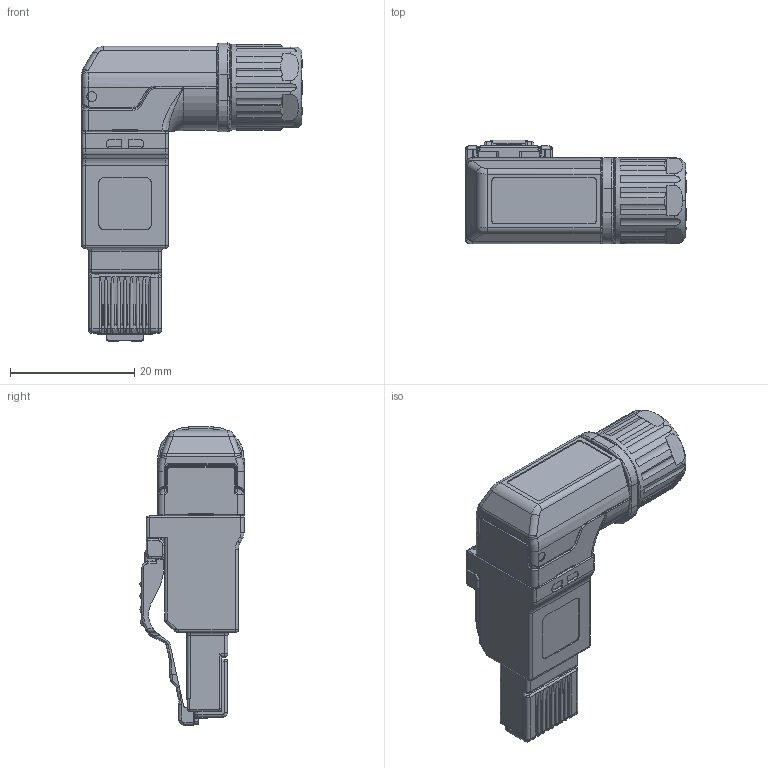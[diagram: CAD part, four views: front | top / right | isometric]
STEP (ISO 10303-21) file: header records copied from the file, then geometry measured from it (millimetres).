
FILE_DESCRIPTION(('CATIA V5 STEP','CAx-IF Rec.Pracs.--- Model Styling and Organization---1.5--- 2016-08-15','CAx-IF Rec.Pracs.---Supplemental Geometry---1.0---2011-11-01','CAx-IF Rec.Pracs.--- Composite Materials ---1.1---2010-07-15'),'2;1');
FILE_NAME ('015516-4_0', '2025-10-27T07:39:13+00:00', ('none'), ('Weidmueller'), 'CATIA Version 5-6 Release 2024 SP4', 'CATIA V5 STEP AP214 v3', 'none');
FILE_SCHEMA(('AUTOMOTIVE_DESIGN { 1 0 10303 214 1 1 1 1 }'));
Products named in the file (1): 1518100000
Bounding box: 35.5 x 16.78 x 48.05 mm (x, y, z)
Volume: 10350.6 mm3; surface area: 4565.5 mm2
Topology: 1 solids, 5 shells, 1648 faces, 4493 edges, 2780 vertices
Faces by surface type: cylinder 638, plane 600, torus 333, bspline 43, sphere 20, cone 14
Entity records: 53488 total; most frequent: CARTESIAN_POINT 16563, ORIENTED_EDGE 8926, DIRECTION 5560, EDGE_CURVE 4463, VERTEX_POINT 2780, VECTOR 2260, LINE 2260, AXIS2_PLACEMENT_3D 2201
